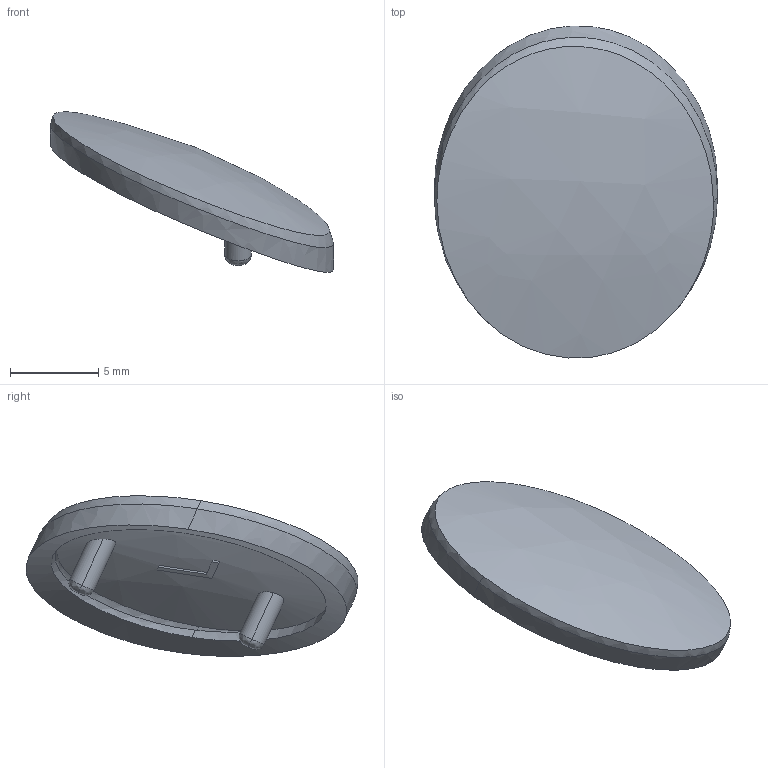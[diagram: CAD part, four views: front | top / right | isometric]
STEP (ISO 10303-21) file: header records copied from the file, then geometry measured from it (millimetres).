
FILE_DESCRIPTION((''),'2;1');
FILE_NAME('PR13_B_CVR_PUPIL_L','2012-01-20T',('wook jang'),(''),'PRO/ENGINEER BY PARAMETRIC TECHNOLOGY CORPORATION, 2009060','PRO/ENGINEER BY PARAMETRIC TECHNOLOGY CORPORATION, 2009060','');
FILE_SCHEMA(('AUTOMOTIVE_DESIGN_CC06 { 1 0 10303 214 -2 1 8 1 }'));
Length unit declared in the file: millimetre
Products named in the file (1): PR13_B_CVR_PUPIL_L
Bounding box: 16 x 18.77 x 9.07 mm (x, y, z)
Volume: 344.8 mm3; surface area: 657.6 mm2
Topology: 1 solids, 1 shells, 28 faces, 60 edges, 38 vertices
Faces by surface type: bspline 12, plane 8, extrusion 4, cylinder 4
Entity records: 2046 total; most frequent: CARTESIAN_POINT 1202, ORIENTED_EDGE 120, COLOUR_RGB 111, DIRECTION 70, PRESENTATION_STYLE_ASSIGNMENT 62, STYLED_ITEM 61, CURVE_STYLE 60, EDGE_CURVE 60
